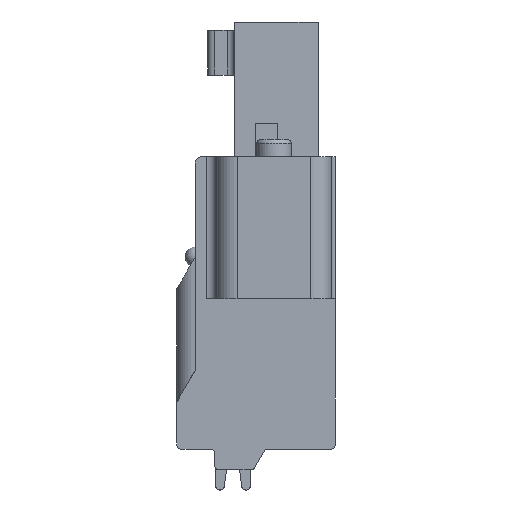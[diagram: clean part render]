
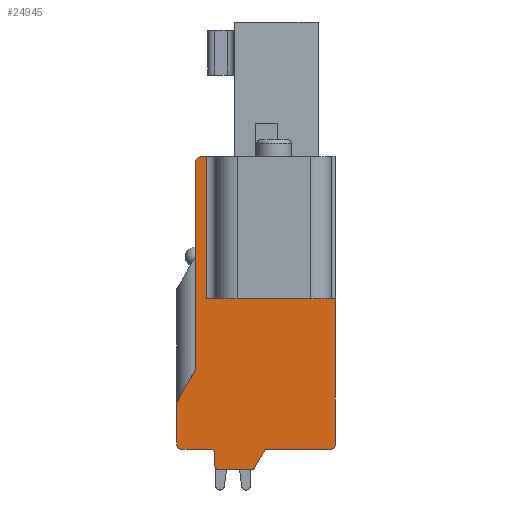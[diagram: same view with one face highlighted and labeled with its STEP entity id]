
A CAD part, front view. The second image highlights one B-rep face of the part: STEP entity #24945.
In plain terms, the highlighted planar face has unit normal (0, -1, 0).
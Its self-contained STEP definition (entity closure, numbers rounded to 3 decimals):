
#94=DIRECTION('',(-1.,0.,0.));
#95=VECTOR('',#94,0.25);
#96=CARTESIAN_POINT('',(-6.3,-11.43,0.));
#97=LINE('',#96,#95);
#2869=DIRECTION('',(0.,0.,-1.));
#2870=VECTOR('',#2869,10.141);
#2871=CARTESIAN_POINT('',(-6.85,-11.43,
-0.3));
#2872=LINE('',#2871,#2870);
#3164=DIRECTION('',(0.,0.,-1.));
#3165=VECTOR('',#3164,2.1);
#3166=CARTESIAN_POINT('',(-7.75,-11.43,-12.));
#3167=LINE('',#3166,#3165);
#3180=DIRECTION('',(1.,0.,0.));
#3181=VECTOR('',#3180,1.45);
#3182=CARTESIAN_POINT('',(-7.55,-11.43,-14.3));
#3183=LINE('',#3182,#3181);
#3188=DIRECTION('',(1.,0.,0.));
#3189=VECTOR('',#3188,3.107);
#3190=CARTESIAN_POINT('',(-3.307,-11.43,-14.3));
#3191=LINE('',#3190,#3189);
#3660=DIRECTION('',(0.,0.,1.));
#3661=VECTOR('',#3660,7.15);
#3662=CARTESIAN_POINT('',(0.,-11.43,-14.1));
#3663=LINE('',#3662,#3661);
#4138=DIRECTION('',(1.,0.,0.));
#4139=VECTOR('',#4138,6.3);
#4140=CARTESIAN_POINT('',(-6.3,-11.43,-6.95));
#4141=LINE('',#4140,#4139);
#4142=CARTESIAN_POINT('',(-0.2,-11.43,-14.1));
#4143=DIRECTION('',(0.,1.,0.));
#4144=DIRECTION('',(1.,0.,0.));
#4145=AXIS2_PLACEMENT_3D('',#4142,#4143,#4144);
#4147=CARTESIAN_POINT('',(-3.307,-11.43,-14.5));
#4148=DIRECTION('',(0.,-1.,0.));
#4149=DIRECTION('',(0.,0.,1.));
#4150=AXIS2_PLACEMENT_3D('',#4147,#4148,#4149);
#4152=DIRECTION('',(-0.5,0.,-0.866));
#4153=VECTOR('',#4152,0.924);
#4154=CARTESIAN_POINT('',(-3.48,-11.43,
-14.4));
#4155=LINE('',#4154,#4153);
#4156=CARTESIAN_POINT('',(-4.115,-11.43,-15.1));
#4157=DIRECTION('',(0.,1.,0.));
#4158=DIRECTION('',(0.866,0.,-0.5));
#4159=AXIS2_PLACEMENT_3D('',#4156,#4157,#4158);
#4161=CARTESIAN_POINT('',(-5.7,-11.43,-15.1));
#4162=DIRECTION('',(0.,1.,0.));
#4163=DIRECTION('',(0.,0.,-1.));
#4164=AXIS2_PLACEMENT_3D('',#4161,#4162,#4163);
#4166=CARTESIAN_POINT('',(-6.1,-11.43,-14.5));
#4167=DIRECTION('',(0.,-1.,0.));
#4168=DIRECTION('',(1.,0.,0.));
#4169=AXIS2_PLACEMENT_3D('',#4166,#4167,#4168);
#4171=CARTESIAN_POINT('',(-7.55,-11.43,-14.1));
#4172=DIRECTION('',(0.,1.,0.));
#4173=DIRECTION('',(0.,0.,-1.));
#4174=AXIS2_PLACEMENT_3D('',#4171,#4172,#4173);
#4176=DIRECTION('',(0.5,0.,0.866));
#4177=VECTOR('',#4176,1.8);
#4178=CARTESIAN_POINT('',(-7.75,-11.43,-12.));
#4179=LINE('',#4178,#4177);
#4180=CARTESIAN_POINT('',(-6.55,-11.43,-0.3));
#4181=DIRECTION('',(0.,1.,0.));
#4182=DIRECTION('',(-1.,0.,0.));
#4183=AXIS2_PLACEMENT_3D('',#4180,#4181,#4182);
#4189=DIRECTION('',(0.,0.,1.));
#4190=VECTOR('',#4189,6.95);
#4191=CARTESIAN_POINT('',(-6.3,-11.43,-6.95));
#4192=LINE('',#4191,#4190);
#4475=DIRECTION('',(0.,0.,-1.));
#4476=VECTOR('',#4475,0.6);
#4477=CARTESIAN_POINT('',(-5.9,-11.43,-14.5));
#4478=LINE('',#4477,#4476);
#4487=DIRECTION('',(1.,0.,0.));
#4488=VECTOR('',#4487,1.585);
#4489=CARTESIAN_POINT('',(-5.7,-11.43,-15.3));
#4490=LINE('',#4489,#4488);
#15445=CARTESIAN_POINT('',(-6.3,-11.43,0.));
#15446=VERTEX_POINT('',#15445);
#15447=CARTESIAN_POINT('',(-6.55,-11.43,0.));
#15448=VERTEX_POINT('',#15447);
#15545=CARTESIAN_POINT('',(0.,-11.43,-14.1));
#15546=CARTESIAN_POINT('',(0.,-11.43,-6.95));
#15547=VERTEX_POINT('',#15545);
#15548=VERTEX_POINT('',#15546);
#15549=CARTESIAN_POINT('',(-0.2,-11.43,-14.3));
#15550=VERTEX_POINT('',#15549);
#15551=CARTESIAN_POINT('',(-7.55,-11.43,-14.3));
#15552=CARTESIAN_POINT('',(-6.1,-11.43,-14.3));
#15553=VERTEX_POINT('',#15551);
#15554=VERTEX_POINT('',#15552);
#15559=CARTESIAN_POINT('',(-3.307,-11.43,-14.3));
#15560=VERTEX_POINT('',#15559);
#16140=CARTESIAN_POINT('',(-7.75,-11.43,-14.1));
#16141=VERTEX_POINT('',#16140);
#16152=CARTESIAN_POINT('',(-7.75,-11.43,-12.));
#16153=VERTEX_POINT('',#16152);
#16192=CARTESIAN_POINT('',(-6.85,-11.43,
-0.3));
#16193=VERTEX_POINT('',#16192);
#16194=CARTESIAN_POINT('',(-6.85,-11.43,
-10.441));
#16195=VERTEX_POINT('',#16194);
#16512=CARTESIAN_POINT('',(-6.3,-11.43,-6.95));
#16513=VERTEX_POINT('',#16512);
#16514=CARTESIAN_POINT('',(-3.48,-11.43,
-14.4));
#16515=VERTEX_POINT('',#16514);
#16516=CARTESIAN_POINT('',(-3.942,-11.43,
-15.2));
#16517=VERTEX_POINT('',#16516);
#16518=CARTESIAN_POINT('',(-4.115,-11.43,-15.3));
#16519=VERTEX_POINT('',#16518);
#16520=CARTESIAN_POINT('',(-5.7,-11.43,-15.3));
#16521=VERTEX_POINT('',#16520);
#16522=CARTESIAN_POINT('',(-5.9,-11.43,-15.1));
#16523=VERTEX_POINT('',#16522);
#16524=CARTESIAN_POINT('',(-5.9,-11.43,-14.5));
#16525=VERTEX_POINT('',#16524);
#24908=CARTESIAN_POINT('',(0.,-11.43,0.));
#24909=DIRECTION('',(0.,1.,0.));
#24910=DIRECTION('',(1.,0.,0.));
#24911=AXIS2_PLACEMENT_3D('',#24908,#24909,#24910);
#24912=PLANE('',#24911);
#24914=ORIENTED_EDGE('',*,*,#24913,.F.);
#24916=ORIENTED_EDGE('',*,*,#24915,.T.);
#24917=ORIENTED_EDGE('',*,*,#24312,.F.);
#24918=ORIENTED_EDGE('',*,*,#24296,.T.);
#24919=ORIENTED_EDGE('',*,*,#23823,.F.);
#24921=ORIENTED_EDGE('',*,*,#24920,.T.);
#24923=ORIENTED_EDGE('',*,*,#24922,.T.);
#24925=ORIENTED_EDGE('',*,*,#24924,.T.);
#24927=ORIENTED_EDGE('',*,*,#24926,.F.);
#24929=ORIENTED_EDGE('',*,*,#24928,.T.);
#24931=ORIENTED_EDGE('',*,*,#24930,.F.);
#24933=ORIENTED_EDGE('',*,*,#24932,.T.);
#24934=ORIENTED_EDGE('',*,*,#23815,.F.);
#24935=ORIENTED_EDGE('',*,*,#23792,.T.);
#24936=ORIENTED_EDGE('',*,*,#23777,.F.);
#24938=ORIENTED_EDGE('',*,*,#24937,.T.);
#24939=ORIENTED_EDGE('',*,*,#23365,.F.);
#24941=ORIENTED_EDGE('',*,*,#24940,.T.);
#24942=ORIENTED_EDGE('',*,*,#19928,.F.);
#24943=EDGE_LOOP('',(#24914,#24916,#24917,#24918,#24919,#24921,#24923,#24925,
#24927,#24929,#24931,#24933,#24934,#24935,#24936,#24938,#24939,#24941,#24942));
#24944=FACE_OUTER_BOUND('',#24943,.F.);
#4146=CIRCLE('',#4145,0.2);
#4151=CIRCLE('',#4150,0.2);
#4160=CIRCLE('',#4159,0.2);
#4165=CIRCLE('',#4164,0.2);
#4170=CIRCLE('',#4169,0.2);
#4175=CIRCLE('',#4174,0.2);
#4184=CIRCLE('',#4183,0.3);
#19928=EDGE_CURVE('',#15446,#15448,#97,.T.);
#23365=EDGE_CURVE('',#16193,#16195,#2872,.T.);
#23777=EDGE_CURVE('',#16153,#16141,#3167,.T.);
#23792=EDGE_CURVE('',#15553,#16141,#4175,.T.);
#23815=EDGE_CURVE('',#15553,#15554,#3183,.T.);
#23823=EDGE_CURVE('',#15560,#15550,#3191,.T.);
#24296=EDGE_CURVE('',#15547,#15550,#4146,.T.);
#24312=EDGE_CURVE('',#15547,#15548,#3663,.T.);
#24913=EDGE_CURVE('',#16513,#15446,#4192,.T.);
#24915=EDGE_CURVE('',#16513,#15548,#4141,.T.);
#24920=EDGE_CURVE('',#15560,#16515,#4151,.T.);
#24922=EDGE_CURVE('',#16515,#16517,#4155,.T.);
#24924=EDGE_CURVE('',#16517,#16519,#4160,.T.);
#24926=EDGE_CURVE('',#16521,#16519,#4490,.T.);
#24928=EDGE_CURVE('',#16521,#16523,#4165,.T.);
#24930=EDGE_CURVE('',#16525,#16523,#4478,.T.);
#24932=EDGE_CURVE('',#16525,#15554,#4170,.T.);
#24937=EDGE_CURVE('',#16153,#16195,#4179,.T.);
#24940=EDGE_CURVE('',#16193,#15448,#4184,.T.);
#24945=ADVANCED_FACE('',(#24944),#24912,.F.);
